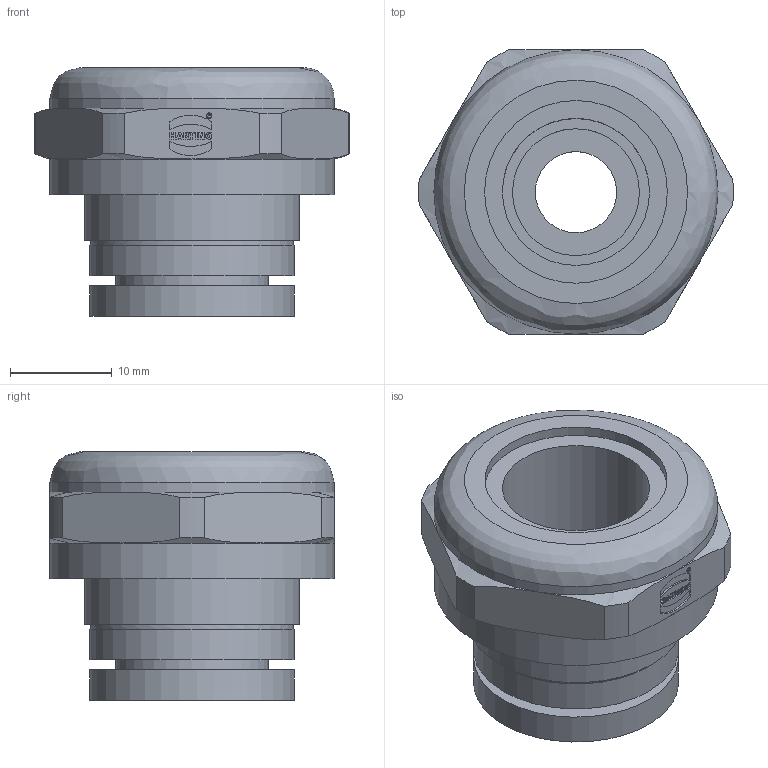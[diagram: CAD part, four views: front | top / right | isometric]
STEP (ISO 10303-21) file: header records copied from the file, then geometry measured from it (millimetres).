
FILE_DESCRIPTION(/* description */ (''),/* implementation_level */ '2;1');
FILE_NAME(/* name */ '100095211ugm000_b.stp',/* time_stamp */ '2019-11-19T07:29:52+01:00',/* author */ (''),/* organization */ (''),/* preprocessor_version */ 'ST-DEVELOPER v16.7',/* originating_system */ 'SIEMENS PLM Software NX 12.0',/* authorisation */ '');
FILE_SCHEMA (('AUTOMOTIVE_DESIGN { 1 0 10303 214 3 1 1 1 }'));
Length unit declared in the file: millimetre
Products named in the file (1): 100095211ugm000_b
Bounding box: 30.99 x 28 x 24.5 mm (x, y, z)
Volume: 7454.1 mm3; surface area: 4988.7 mm2
Topology: 1 solids, 1 shells, 151 faces, 539 edges, 586 vertices
Faces by surface type: plane 107, cylinder 29, bspline 13, extrusion 2
Full cylindrical faces by diameter (mm): 0.455 x1, 0.538 x1, 8 x1, 12.5 x2, 14.5 x1, 15 x1, 18 x1, 20 x1, 20.2 x2, 21.15 x1, 25 x1, 28 x2
Entity records: 6865 total; most frequent: CARTESIAN_POINT 1626, DIRECTION 855, ORIENTED_EDGE 690, VECTOR 395, LINE 393, EDGE_CURVE 345, VERTEX_POINT 237, PRESENTATION_STYLE_ASSIGNMENT 230
